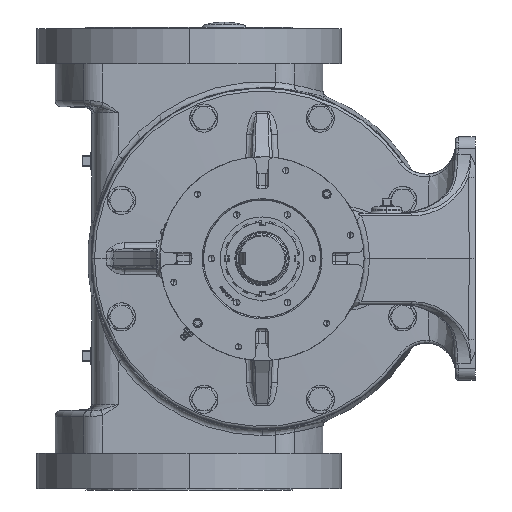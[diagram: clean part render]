
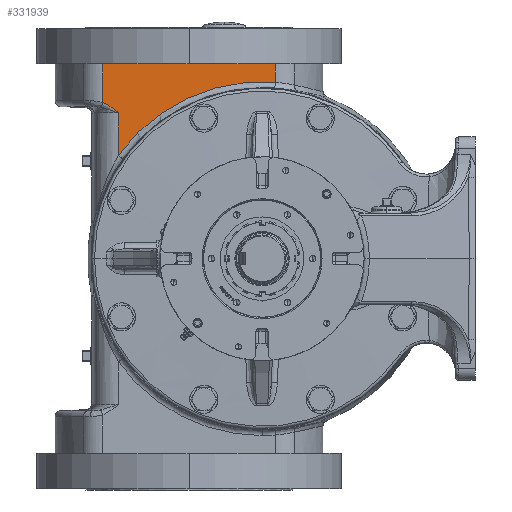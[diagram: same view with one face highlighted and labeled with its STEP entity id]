
A CAD part, left-side view. The second image highlights one B-rep face of the part: STEP entity #331939.
In plain terms, the highlighted planar face has unit normal (-1, 0, 0).
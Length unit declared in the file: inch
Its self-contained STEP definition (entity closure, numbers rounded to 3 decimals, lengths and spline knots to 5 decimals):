
#9559 = CARTESIAN_POINT ( 'NONE',  ( 0.865, 6.15379, 6.19133 ) ) ;
#11222 = CARTESIAN_POINT ( 'NONE',  ( 0.865, 6.25878, 6.26453 ) ) ;
#16463 = ORIENTED_EDGE ( 'NONE', *, *, #56752, .F. ) ;
#20873 = LINE ( 'NONE', #278120, #243510 ) ;
#25959 = CARTESIAN_POINT ( 'NONE',  ( 0.865, 5.90249, 8. ) ) ;
#29775 = LINE ( 'NONE', #264986, #123131 ) ;
#32929 = CARTESIAN_POINT ( 'NONE',  ( 0.865, 6.42893, 8. ) ) ;
#33288 = CARTESIAN_POINT ( 'NONE',  ( 0.865, 6.02693, 6.09274 ) ) ;
#42901 = EDGE_LOOP ( 'NONE', ( #331077, #47055, #251513, #188597, #225543, #113337, #220836, #16463 ) ) ;
#44547 = PLANE ( 'NONE',  #267744 ) ;
#47055 = ORIENTED_EDGE ( 'NONE', *, *, #129390, .T. ) ;
#56752 = EDGE_CURVE ( 'NONE', #244776, #238323, #173249, .T. ) ;
#59209 = CARTESIAN_POINT ( 'NONE',  ( 0.865, 5.90249, 4.23701 ) ) ;
#65067 = VERTEX_POINT ( 'NONE', #59209 ) ;
#73264 = FACE_OUTER_BOUND ( 'NONE', #42901, .T. ) ;
#75063 = VERTEX_POINT ( 'NONE', #320117 ) ;
#84022 = CARTESIAN_POINT ( 'NONE',  ( 0.865, 5.90249, 5.9908 ) ) ;
#87376 = CARTESIAN_POINT ( 'NONE',  ( 0.865, 5.91487, 6.00105 ) ) ;
#88735 = CARTESIAN_POINT ( 'NONE',  ( 0.865, -0.54251, 7.2455 ) ) ;
#89026 = CARTESIAN_POINT ( 'NONE',  ( 0.865, 5.94587, 6.02667 ) ) ;
#89888 = EDGE_CURVE ( 'NONE', #323395, #65067, #202900, .T. ) ;
#100330 = DIRECTION ( 'NONE',  ( 0., -1., 0. ) ) ;
#105565 = DIRECTION ( 'NONE',  ( 0., -1., 0. ) ) ;
#111058 = CARTESIAN_POINT ( 'NONE',  ( 0.865, 5.92727, 6.0113 ) ) ;
#112714 = CARTESIAN_POINT ( 'NONE',  ( 0.865, 6.10262, 6.15258 ) ) ;
#113337 = ORIENTED_EDGE ( 'NONE', *, *, #132342, .F. ) ;
#123131 = VECTOR ( 'NONE', #156604, 39.37008 ) ;
#128396 = CARTESIAN_POINT ( 'NONE',  ( 0.865, 6.54251, 6.41306 ) ) ;
#129390 = EDGE_CURVE ( 'NONE', #154827, #334083, #29775, .T. ) ;
#129999 = CARTESIAN_POINT ( 'NONE',  ( 0.865, 5.90249, 8.4321 ) ) ;
#132342 = EDGE_CURVE ( 'NONE', #75063, #285138, #20873, .T. ) ;
#139781 = CARTESIAN_POINT ( 'NONE',  ( 0.865, 6.48194, 6.38955 ) ) ;
#141414 = CARTESIAN_POINT ( 'NONE',  ( 0.865, 6.42418, 6.36149 ) ) ;
#154827 = VERTEX_POINT ( 'NONE', #296029 ) ;
#156604 = DIRECTION ( 'NONE',  ( 0., 0., -1. ) ) ;
#157924 = EDGE_CURVE ( 'NONE', #65067, #285138, #256359, .T. ) ;
#173249 = LINE ( 'NONE', #25959, #277048 ) ;
#178314 = CARTESIAN_POINT ( 'NONE',  ( 0.865, 5.90249, 8. ) ) ;
#181551 = VECTOR ( 'NONE', #105565, 39.37008 ) ;
#186794 = CARTESIAN_POINT ( 'NONE',  ( 0.865, 5.90249, 8. ) ) ;
#188597 = ORIENTED_EDGE ( 'NONE', *, *, #89888, .T. ) ;
#192072 = DIRECTION ( 'NONE',  ( 0., 0., -1. ) ) ;
#193937 = CARTESIAN_POINT ( 'NONE',  ( 0.865, 6.31259, 6.29899 ) ) ;
#194707 = EDGE_CURVE ( 'NONE', #154827, #244776, #313876, .T. ) ;
#198266 = EDGE_CURVE ( 'NONE', #334083, #323395, #216593, .T. ) ;
#198599 = DIRECTION ( 'NONE',  ( 1., 0., 0. ) ) ;
#202626 = CARTESIAN_POINT ( 'NONE',  ( 0.865, 5.90249, 5.9908 ) ) ;
#202900 = LINE ( 'NONE', #129999, #306288 ) ;
#216096 = CARTESIAN_POINT ( 'NONE',  ( 0.865, 5.96451, 6.04199 ) ) ;
#216593 = B_SPLINE_CURVE_WITH_KNOTS ( 'NONE', 3,
 ( #319355, #139781, #141414, #193937, #11222, #9559, #112714, #33288, #271798, #216096, #89026, #111058, #87376, #270150, #84022 ),
 .UNSPECIFIED., .F., .F.,
 ( 4, 2, 2, 2, 2, 1, 2, 4 ),
 ( 0., 0.00487, 0.00974, 0.01461, 0.01704, 0.01826, 0.01887, 0.01947 ),
 .UNSPECIFIED. ) ;
#220836 = ORIENTED_EDGE ( 'NONE', *, *, #321038, .F. ) ;
#222342 = DIRECTION ( 'NONE',  ( 0., 0., -1. ) ) ;
#225543 = ORIENTED_EDGE ( 'NONE', *, *, #157924, .T. ) ;
#238323 = VERTEX_POINT ( 'NONE', #288642 ) ;
#243510 = VECTOR ( 'NONE', #222342, 39.37008 ) ;
#244532 = CARTESIAN_POINT ( 'NONE',  ( 0.865, 0., 0. ) ) ;
#244776 = VERTEX_POINT ( 'NONE', #32929 ) ;
#247726 = CARTESIAN_POINT ( 'NONE',  ( 0.865, 5.90249, 8.4321 ) ) ;
#251513 = ORIENTED_EDGE ( 'NONE', *, *, #198266, .T. ) ;
#256225 = LINE ( 'NONE', #178314, #288739 ) ;
#256359 = CIRCLE ( 'NONE', #283445, 7.26578 ) ;
#264986 = CARTESIAN_POINT ( 'NONE',  ( 0.865, 6.54251, 8.74 ) ) ;
#267744 = AXIS2_PLACEMENT_3D ( 'NONE', #247726, #198599, #325619 ) ;
#270150 = CARTESIAN_POINT ( 'NONE',  ( 0.865, 5.90864, 5.99589 ) ) ;
#271798 = CARTESIAN_POINT ( 'NONE',  ( 0.865, 6.00189, 6.07252 ) ) ;
#277048 = VECTOR ( 'NONE', #100330, 39.37008 ) ;
#278120 = CARTESIAN_POINT ( 'NONE',  ( 0.865, -0.54251, 8.74 ) ) ;
#281623 = DIRECTION ( 'NONE',  ( 0., -1., 0. ) ) ;
#283445 = AXIS2_PLACEMENT_3D ( 'NONE', #244532, #315810, #192072 ) ;
#285138 = VERTEX_POINT ( 'NONE', #88735 ) ;
#288642 = CARTESIAN_POINT ( 'NONE',  ( 0.865, -0.42893, 8. ) ) ;
#288739 = VECTOR ( 'NONE', #281623, 39.37008 ) ;
#296029 = CARTESIAN_POINT ( 'NONE',  ( 0.865, 6.54251, 8. ) ) ;
#306288 = VECTOR ( 'NONE', #329877, 39.37008 ) ;
#313876 = LINE ( 'NONE', #186794, #181551 ) ;
#315810 = DIRECTION ( 'NONE',  ( 1., 0., 0. ) ) ;
#319355 = CARTESIAN_POINT ( 'NONE',  ( 0.865, 6.54251, 6.41306 ) ) ;
#320117 = CARTESIAN_POINT ( 'NONE',  ( 0.865, -0.54251, 8. ) ) ;
#321038 = EDGE_CURVE ( 'NONE', #238323, #75063, #256225, .T. ) ;
#323395 = VERTEX_POINT ( 'NONE', #202626 ) ;
#325619 = DIRECTION ( 'NONE',  ( 0., 0., -1. ) ) ;
#329877 = DIRECTION ( 'NONE',  ( 0., 0., -1. ) ) ;
#331077 = ORIENTED_EDGE ( 'NONE', *, *, #194707, .F. ) ;
#331939 = ADVANCED_FACE ( 'Defeatured_0_1070', ( #73264 ), #44547, .F. ) ;
#334083 = VERTEX_POINT ( 'NONE', #128396 ) ;
